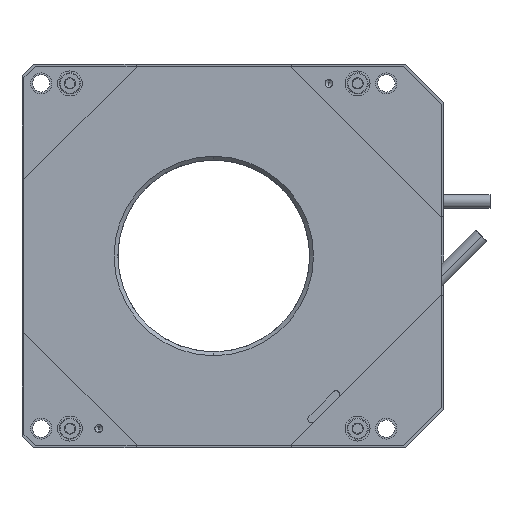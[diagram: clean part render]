
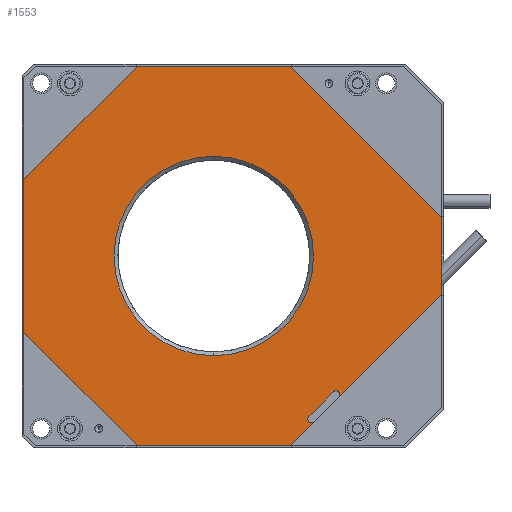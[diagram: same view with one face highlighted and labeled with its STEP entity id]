
A CAD part, front view. The second image highlights one B-rep face of the part: STEP entity #1553.
In plain terms, the highlighted planar face has unit normal (0, -1, 0).
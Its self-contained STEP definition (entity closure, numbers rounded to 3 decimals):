
#145 = EDGE_CURVE ( 'NONE', #17233, #22730, #8446, .T. ) ;
#326 = AXIS2_PLACEMENT_3D ( 'NONE', #6475, #12712, #8677 ) ;
#338 = LINE ( 'NONE', #25200, #24700 ) ;
#563 = VERTEX_POINT ( 'NONE', #17978 ) ;
#923 = CARTESIAN_POINT ( 'NONE',  ( 69.5, 0.5, -99. ) ) ;
#952 = DIRECTION ( 'NONE',  ( 1., 0., 0. ) ) ;
#1138 = CARTESIAN_POINT ( 'NONE',  ( 18.317, 0.5, -14.074 ) ) ;
#1247 = DIRECTION ( 'NONE',  ( 0., -1., 0. ) ) ;
#1386 = DIRECTION ( 'NONE',  ( 0., 0., -1. ) ) ;
#1553 = ADVANCED_FACE ( 'NONE', ( #23283, #10811, #3782 ), #22543, .F. ) ;
#1613 = CARTESIAN_POINT ( 'NONE',  ( 29.5, 0.5, -99. ) ) ;
#2105 = EDGE_CURVE ( 'NONE', #22730, #7400, #18162, .T. ) ;
#2352 = CARTESIAN_POINT ( 'NONE',  ( -10., 0.5, -59.5 ) ) ;
#2445 = VERTEX_POINT ( 'NONE', #5073 ) ;
#2470 = ORIENTED_EDGE ( 'NONE', *, *, #21027, .F. ) ;
#2486 = CARTESIAN_POINT ( 'NONE',  ( -10., 0.5, -59.5 ) ) ;
#2530 = LINE ( 'NONE', #8315, #22620 ) ;
#2638 = VECTOR ( 'NONE', #14879, 1000. ) ;
#2648 = CARTESIAN_POINT ( 'NONE',  ( 49.5, 0.5, -49.5 ) ) ;
#3187 = CARTESIAN_POINT ( 'NONE',  ( -10., 0.5, -39.5 ) ) ;
#3228 = VECTOR ( 'NONE', #6486, 1000. ) ;
#3270 = VERTEX_POINT ( 'NONE', #5429 ) ;
#3724 = CARTESIAN_POINT ( 'NONE',  ( 17.609, 0.5, -13.367 ) ) ;
#3781 = EDGE_CURVE ( 'NONE', #563, #19207, #14715, .T. ) ;
#3782 = FACE_BOUND ( 'NONE', #4118, .T. ) ;
#3970 = EDGE_LOOP ( 'NONE', ( #17979, #23533, #10081, #10570, #18465, #12150, #22786, #24801 ) ) ;
#4034 = CARTESIAN_POINT ( 'NONE',  ( 24.681, 0.5, -7.71 ) ) ;
#4118 = EDGE_LOOP ( 'NONE', ( #2470, #6747, #23927, #24635, #8287 ) ) ;
#4157 = CARTESIAN_POINT ( 'NONE',  ( 49.5, 0.5, -23.5 ) ) ;
#4162 = VECTOR ( 'NONE', #7520, 1000. ) ;
#4409 = CARTESIAN_POINT ( 'NONE',  ( 99., 0.5, -69.5 ) ) ;
#4542 = DIRECTION ( 'NONE',  ( 0., 0., 1. ) ) ;
#4710 = CARTESIAN_POINT ( 'NONE',  ( 69.5, 0.5, 0. ) ) ;
#5028 = CARTESIAN_POINT ( 'NONE',  ( 23.266, 0.5, -6.296 ) ) ;
#5073 = CARTESIAN_POINT ( 'NONE',  ( 29.5, 0.5, -99. ) ) ;
#5368 = CARTESIAN_POINT ( 'NONE',  ( 99., 0.5, -29.5 ) ) ;
#5429 = CARTESIAN_POINT ( 'NONE',  ( 17.609, 0.5, -14.367 ) ) ;
#5486 = DIRECTION ( 'NONE',  ( -0.707, 0., -0.707 ) ) ;
#5786 = EDGE_CURVE ( 'NONE', #7400, #7703, #338, .T. ) ;
#6208 = EDGE_CURVE ( 'NONE', #3270, #16557, #25171, .T. ) ;
#6475 = CARTESIAN_POINT ( 'NONE',  ( 49.5, 0.5, -49.5 ) ) ;
#6486 = DIRECTION ( 'NONE',  ( 0.707, 0., 0.707 ) ) ;
#6490 = VERTEX_POINT ( 'NONE', #8399 ) ;
#6747 = ORIENTED_EDGE ( 'NONE', *, *, #6208, .F. ) ;
#7197 = CARTESIAN_POINT ( 'NONE',  ( 23.973, 0.5, -7.003 ) ) ;
#7317 = DIRECTION ( 'NONE',  ( 1., 0., 0. ) ) ;
#7400 = VERTEX_POINT ( 'NONE', #16996 ) ;
#7520 = DIRECTION ( 'NONE',  ( -1., 0., 0. ) ) ;
#7673 = DIRECTION ( 'NONE',  ( 0., 0., -1. ) ) ;
#7692 = DIRECTION ( 'NONE',  ( 0., 0., -1. ) ) ;
#7703 = VERTEX_POINT ( 'NONE', #2352 ) ;
#7895 = EDGE_CURVE ( 'NONE', #7703, #2445, #9859, .T. ) ;
#8287 = ORIENTED_EDGE ( 'NONE', *, *, #13215, .F. ) ;
#8315 = CARTESIAN_POINT ( 'NONE',  ( 99., 0.5, -69.5 ) ) ;
#8399 = CARTESIAN_POINT ( 'NONE',  ( 16.902, 0.5, -12.66 ) ) ;
#8446 = LINE ( 'NONE', #9298, #4162 ) ;
#8677 = DIRECTION ( 'NONE',  ( 0., 0., 1. ) ) ;
#8992 = VECTOR ( 'NONE', #9308, 1000. ) ;
#9109 = CARTESIAN_POINT ( 'NONE',  ( 17.609, 0.5, -13.367 ) ) ;
#9298 = CARTESIAN_POINT ( 'NONE',  ( 29.5, 0.5, 0. ) ) ;
#9308 = DIRECTION ( 'NONE',  ( -0.707, 0., -0.707 ) ) ;
#9859 = LINE ( 'NONE', #2486, #17528 ) ;
#10081 = ORIENTED_EDGE ( 'NONE', *, *, #18697, .T. ) ;
#10296 = EDGE_CURVE ( 'NONE', #10727, #17233, #15882, .T. ) ;
#10570 = ORIENTED_EDGE ( 'NONE', *, *, #11860, .T. ) ;
#10727 = VERTEX_POINT ( 'NONE', #16455 ) ;
#10811 = FACE_BOUND ( 'NONE', #14894, .T. ) ;
#10850 = VERTEX_POINT ( 'NONE', #923 ) ;
#10889 = CARTESIAN_POINT ( 'NONE',  ( 0., 0.5, 0. ) ) ;
#11860 = EDGE_CURVE ( 'NONE', #10850, #20473, #12371, .T. ) ;
#12150 = ORIENTED_EDGE ( 'NONE', *, *, #10296, .T. ) ;
#12187 = DIRECTION ( 'NONE',  ( 0., 0., 1. ) ) ;
#12284 = EDGE_CURVE ( 'NONE', #6490, #3270, #20865, .T. ) ;
#12371 = LINE ( 'NONE', #4409, #3228 ) ;
#12712 = DIRECTION ( 'NONE',  ( 0., 1., 0. ) ) ;
#13022 = ORIENTED_EDGE ( 'NONE', *, *, #3781, .T. ) ;
#13215 = EDGE_CURVE ( 'NONE', #24726, #17827, #15080, .T. ) ;
#13392 = EDGE_CURVE ( 'NONE', #20473, #10727, #2530, .T. ) ;
#13628 = LINE ( 'NONE', #1138, #2638 ) ;
#14340 = CARTESIAN_POINT ( 'NONE',  ( 18.317, 0.5, -14.074 ) ) ;
#14715 = CIRCLE ( 'NONE', #326, 26. ) ;
#14879 = DIRECTION ( 'NONE',  ( 0.707, 0., 0.707 ) ) ;
#14894 = EDGE_LOOP ( 'NONE', ( #13022, #18846 ) ) ;
#14952 = CIRCLE ( 'NONE', #23687, 26. ) ;
#14993 = VECTOR ( 'NONE', #7317, 1000. ) ;
#14995 = CARTESIAN_POINT ( 'NONE',  ( 16.902, 0.5, -12.66 ) ) ;
#15080 = CIRCLE ( 'NONE', #20307, 1. ) ;
#15208 = VECTOR ( 'NONE', #5486, 1000. ) ;
#15882 = LINE ( 'NONE', #5368, #22834 ) ;
#16304 = DIRECTION ( 'NONE',  ( 0., 1., 0. ) ) ;
#16455 = CARTESIAN_POINT ( 'NONE',  ( 99., 0.5, -29.5 ) ) ;
#16557 = VERTEX_POINT ( 'NONE', #14340 ) ;
#16996 = CARTESIAN_POINT ( 'NONE',  ( -10., 0.5, -39.5 ) ) ;
#17181 = DIRECTION ( 'NONE',  ( 0., 0., -1. ) ) ;
#17233 = VERTEX_POINT ( 'NONE', #4710 ) ;
#17318 = DIRECTION ( 'NONE',  ( -0.707, 0., 0.707 ) ) ;
#17414 = EDGE_CURVE ( 'NONE', #17827, #6490, #18213, .T. ) ;
#17528 = VECTOR ( 'NONE', #21634, 1000. ) ;
#17827 = VERTEX_POINT ( 'NONE', #5028 ) ;
#17875 = CARTESIAN_POINT ( 'NONE',  ( 29.5, 0.5, 0. ) ) ;
#17978 = CARTESIAN_POINT ( 'NONE',  ( 49.5, 0.5, -75.5 ) ) ;
#17979 = ORIENTED_EDGE ( 'NONE', *, *, #5786, .T. ) ;
#18162 = LINE ( 'NONE', #3187, #8992 ) ;
#18213 = LINE ( 'NONE', #14995, #15208 ) ;
#18465 = ORIENTED_EDGE ( 'NONE', *, *, #13392, .T. ) ;
#18697 = EDGE_CURVE ( 'NONE', #2445, #10850, #21328, .T. ) ;
#18846 = ORIENTED_EDGE ( 'NONE', *, *, #19603, .T. ) ;
#18969 = CARTESIAN_POINT ( 'NONE',  ( 99., 0.5, -69.5 ) ) ;
#19207 = VERTEX_POINT ( 'NONE', #4157 ) ;
#19337 = DIRECTION ( 'NONE',  ( 0., -1., 0. ) ) ;
#19603 = EDGE_CURVE ( 'NONE', #19207, #563, #14952, .T. ) ;
#19666 = AXIS2_PLACEMENT_3D ( 'NONE', #9109, #22714, #1386 ) ;
#20307 = AXIS2_PLACEMENT_3D ( 'NONE', #7197, #1247, #17181 ) ;
#20372 = AXIS2_PLACEMENT_3D ( 'NONE', #10889, #22298, #952 ) ;
#20473 = VERTEX_POINT ( 'NONE', #18969 ) ;
#20865 = CIRCLE ( 'NONE', #24497, 1. ) ;
#21027 = EDGE_CURVE ( 'NONE', #16557, #24726, #13628, .T. ) ;
#21328 = LINE ( 'NONE', #1613, #14993 ) ;
#21634 = DIRECTION ( 'NONE',  ( 0.707, 0., -0.707 ) ) ;
#22298 = DIRECTION ( 'NONE',  ( 0., 1., 0. ) ) ;
#22543 = PLANE ( 'NONE',  #20372 ) ;
#22620 = VECTOR ( 'NONE', #4542, 1000. ) ;
#22714 = DIRECTION ( 'NONE',  ( 0., -1., 0. ) ) ;
#22730 = VERTEX_POINT ( 'NONE', #17875 ) ;
#22786 = ORIENTED_EDGE ( 'NONE', *, *, #145, .T. ) ;
#22834 = VECTOR ( 'NONE', #17318, 1000. ) ;
#23283 = FACE_OUTER_BOUND ( 'NONE', #3970, .T. ) ;
#23533 = ORIENTED_EDGE ( 'NONE', *, *, #7895, .T. ) ;
#23687 = AXIS2_PLACEMENT_3D ( 'NONE', #2648, #16304, #12187 ) ;
#23927 = ORIENTED_EDGE ( 'NONE', *, *, #12284, .F. ) ;
#24497 = AXIS2_PLACEMENT_3D ( 'NONE', #3724, #19337, #7673 ) ;
#24635 = ORIENTED_EDGE ( 'NONE', *, *, #17414, .F. ) ;
#24700 = VECTOR ( 'NONE', #7692, 1000. ) ;
#24726 = VERTEX_POINT ( 'NONE', #4034 ) ;
#24801 = ORIENTED_EDGE ( 'NONE', *, *, #2105, .T. ) ;
#25171 = CIRCLE ( 'NONE', #19666, 1. ) ;
#25200 = CARTESIAN_POINT ( 'NONE',  ( -10., 0.5, -59.5 ) ) ;
